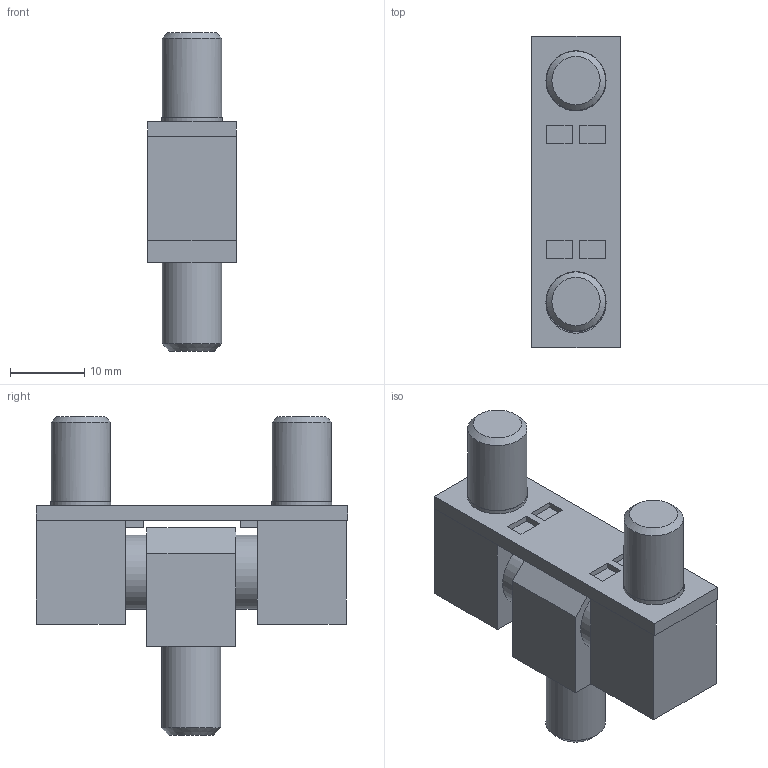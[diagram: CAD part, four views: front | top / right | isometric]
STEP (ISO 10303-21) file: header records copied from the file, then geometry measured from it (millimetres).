
FILE_DESCRIPTION (( 'STEP AP203' ), '1' );
FILE_NAME ('092.3.1.8.180.STEP', '2020-05-14T14:18:44', ( '' ), ( '' ), 'SwSTEP 2.0', 'SolidWorks 2019', '' );
FILE_SCHEMA (( 'CONFIG_CONTROL_DESIGN' ));
Length unit declared in the file: millimetre
Products named in the file (1): 092.3.1.8.180
Bounding box: 12 x 42 x 43 mm (x, y, z)
Volume: 9363.4 mm3; surface area: 6788.4 mm2
Topology: 7 solids, 7 shells, 99 faces, 213 edges, 141 vertices
Faces by surface type: plane 77, cylinder 15, cone 7
Full cylindrical faces by diameter (mm): 6 x3, 6.1 x1, 6.2 x2, 8 x3, 8.1 x4, 10 x2
Entity records: 2639 total; most frequent: CARTESIAN_POINT 486, DIRECTION 416, ORIENTED_EDGE 370, EDGE_CURVE 185, VECTOR 150, LINE 150, EDGE_LOOP 144, VERTEX_POINT 135
